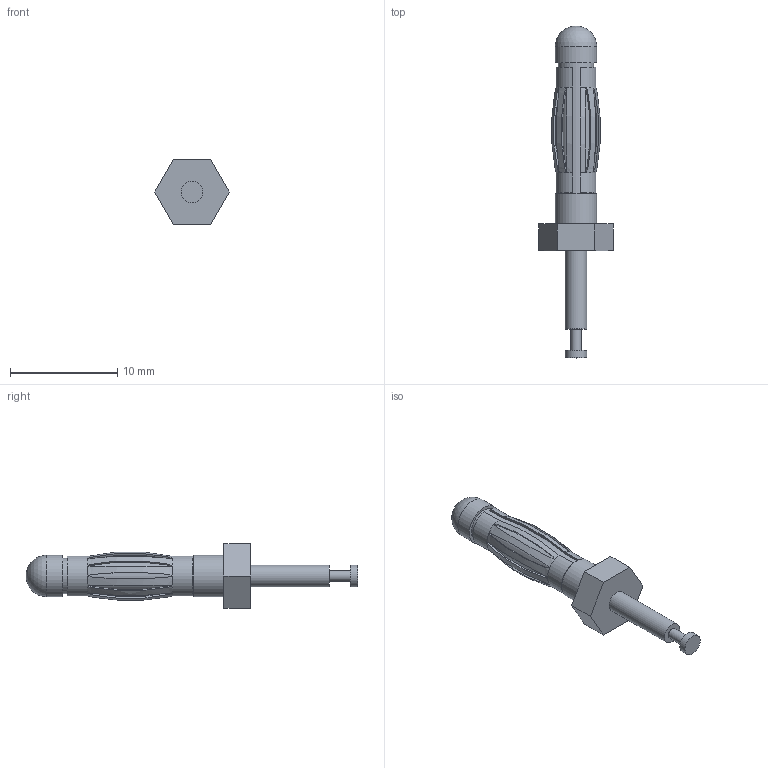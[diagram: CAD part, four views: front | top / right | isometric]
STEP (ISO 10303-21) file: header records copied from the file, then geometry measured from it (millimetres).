
FILE_DESCRIPTION(/* description */ (''),/* implementation_level */ '2;1');
FILE_NAME(/* name */ 'BananaPlug.step',/* time_stamp */ '2021-10-10T10:23:45+02:00',/* author */ (''),/* organization */ (''),/* preprocessor_version */ 'ST-DEVELOPER v18.1',/* originating_system */ 'Autodesk Translation Framework v10.10.0.1391',/* authorisation */ '');
FILE_SCHEMA (('AUTOMOTIVE_DESIGN { 1 0 10303 214 3 1 1 }'));
Length unit declared in the file: millimetre
Products named in the file (3): (Nicht gespeichert); Corps Fiche banane male filetée D4 M3; Bague Fiche banane D4
Assembly tree (2 placements, depth 2):
  (Nicht gespeichert)
    Corps Fiche banane male filetée D4 M3
    Bague Fiche banane D4
Bounding box: 6.93 x 30.94 x 6 mm (x, y, z)
Volume: 294.1 mm3; surface area: 614.8 mm2
Topology: 4 solids, 4 shells, 60 faces, 141 edges, 94 vertices
Faces by surface type: bspline 24, plane 23, cylinder 10, cone 2, sphere 1
Full cylindrical faces by diameter (mm): 1 x1, 2 x2, 3.3 x1, 3.88 x2
Entity records: 3522 total; most frequent: CARTESIAN_POINT 2181, ORIENTED_EDGE 280, DIRECTION 196, EDGE_CURVE 140, VERTEX_POINT 94, EDGE_LOOP 88, AXIS2_PLACEMENT_3D 67, LINE 62
